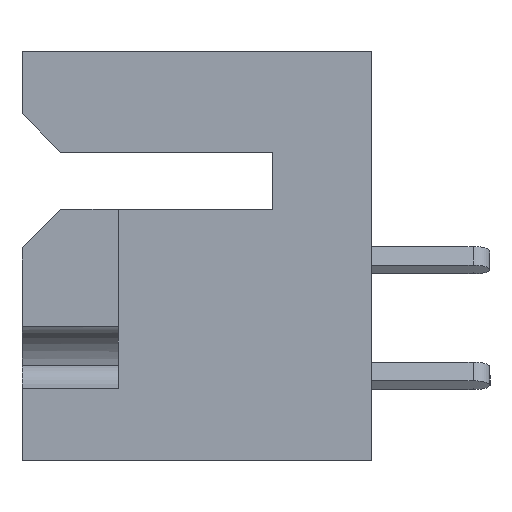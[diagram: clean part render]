
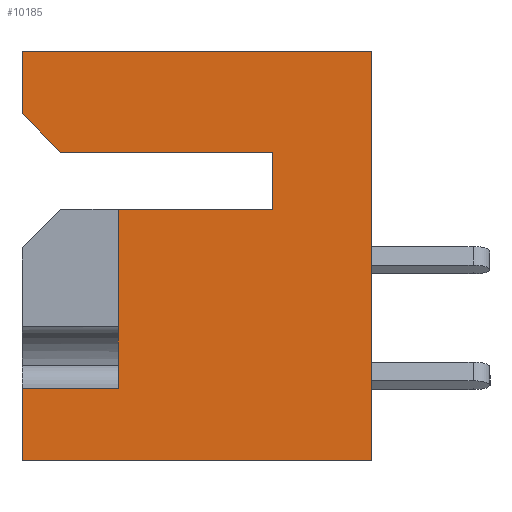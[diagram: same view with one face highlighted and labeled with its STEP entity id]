
A CAD part, left-side view. The second image highlights one B-rep face of the part: STEP entity #10185.
In plain terms, the highlighted planar face has unit normal (-1, 0, 0).
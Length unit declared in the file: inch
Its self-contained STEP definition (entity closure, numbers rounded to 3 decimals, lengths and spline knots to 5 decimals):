
#64 = CARTESIAN_POINT ( 'NONE',  ( 0., 0.128, -0.131 ) ) ;
#105 = ORIENTED_EDGE ( 'NONE', *, *, #14071, .T. ) ;
#225 = LINE ( 'NONE', #11533, #10705 ) ;
#231 = EDGE_LOOP ( 'NONE', ( #6557, #17429, #12574, #105, #9704, #11748, #14350, #10822, #10903, #2660, #12229 ) ) ;
#434 = VERTEX_POINT ( 'NONE', #2792 ) ;
#685 = CARTESIAN_POINT ( 'NONE',  ( 0., 0.128, -0.131 ) ) ;
#987 = VECTOR ( 'NONE', #2972, 39.37008 ) ;
#1060 = DIRECTION ( 'NONE',  ( 0., -0.707, -0.707 ) ) ;
#1245 = CARTESIAN_POINT ( 'NONE',  ( 0., 0.403, -0.131 ) ) ;
#1467 = CARTESIAN_POINT ( 'NONE',  ( 0., 0.128, -0.205 ) ) ;
#1475 = LINE ( 'NONE', #2534, #9832 ) ;
#1604 = CARTESIAN_POINT ( 'NONE',  ( 0., 0.328, -0.437 ) ) ;
#1651 = EDGE_CURVE ( 'NONE', #14967, #9623, #15262, .T. ) ;
#1724 = VECTOR ( 'NONE', #5943, 39.37008 ) ;
#1767 = CARTESIAN_POINT ( 'NONE',  ( 0., 0.453, 0. ) ) ;
#1919 = CARTESIAN_POINT ( 'NONE',  ( 0., 0.328, -0.437 ) ) ;
#2345 = EDGE_CURVE ( 'NONE', #12944, #6638, #9459, .T. ) ;
#2534 = CARTESIAN_POINT ( 'NONE',  ( 0., 0.453, 0. ) ) ;
#2660 = ORIENTED_EDGE ( 'NONE', *, *, #1651, .T. ) ;
#2792 = CARTESIAN_POINT ( 'NONE',  ( 0., 0.403, -0.131 ) ) ;
#2919 = LINE ( 'NONE', #1767, #987 ) ;
#2972 = DIRECTION ( 'NONE',  ( 0., 0., 1. ) ) ;
#3275 = CARTESIAN_POINT ( 'NONE',  ( 0., 0., 0. ) ) ;
#3504 = EDGE_CURVE ( 'NONE', #13585, #12944, #1475, .T. ) ;
#3671 = CARTESIAN_POINT ( 'NONE',  ( 0., 0.453, -0.531 ) ) ;
#3986 = CARTESIAN_POINT ( 'NONE',  ( 0., 0.453, 0. ) ) ;
#4317 = DIRECTION ( 'NONE',  ( 0., 0., -1. ) ) ;
#4460 = FACE_OUTER_BOUND ( 'NONE', #231, .T. ) ;
#4594 = EDGE_CURVE ( 'NONE', #11680, #12383, #13840, .T. ) ;
#4970 = LINE ( 'NONE', #64, #15506 ) ;
#5001 = AXIS2_PLACEMENT_3D ( 'NONE', #3986, #16909, #4317 ) ;
#5617 = LINE ( 'NONE', #11264, #6052 ) ;
#5943 = DIRECTION ( 'NONE',  ( 0., -1., 0. ) ) ;
#6021 = CARTESIAN_POINT ( 'NONE',  ( 0., 0., -0.531 ) ) ;
#6043 = DIRECTION ( 'NONE',  ( 0., 0., 1. ) ) ;
#6052 = VECTOR ( 'NONE', #6043, 39.37008 ) ;
#6557 = ORIENTED_EDGE ( 'NONE', *, *, #4594, .T. ) ;
#6638 = VERTEX_POINT ( 'NONE', #9015 ) ;
#6766 = EDGE_CURVE ( 'NONE', #13585, #434, #12958, .T. ) ;
#7451 = CARTESIAN_POINT ( 'NONE',  ( 0., 0.453, 0. ) ) ;
#8846 = VECTOR ( 'NONE', #17062, 39.37008 ) ;
#8896 = VERTEX_POINT ( 'NONE', #14555 ) ;
#9015 = CARTESIAN_POINT ( 'NONE',  ( 0., 0., 0. ) ) ;
#9353 = VECTOR ( 'NONE', #13052, 39.37008 ) ;
#9439 = EDGE_CURVE ( 'NONE', #14967, #13001, #225, .T. ) ;
#9459 = LINE ( 'NONE', #14211, #1724 ) ;
#9526 = VECTOR ( 'NONE', #1060, 39.37008 ) ;
#9623 = VERTEX_POINT ( 'NONE', #13321 ) ;
#9704 = ORIENTED_EDGE ( 'NONE', *, *, #2345, .F. ) ;
#9832 = VECTOR ( 'NONE', #14867, 39.37008 ) ;
#10185 = ADVANCED_FACE ( 'NONE', ( #4460 ), #12816, .F. ) ;
#10705 = VECTOR ( 'NONE', #17033, 39.37008 ) ;
#10822 = ORIENTED_EDGE ( 'NONE', *, *, #16063, .F. ) ;
#10903 = ORIENTED_EDGE ( 'NONE', *, *, #9439, .F. ) ;
#10929 = EDGE_CURVE ( 'NONE', #8896, #12383, #2919, .T. ) ;
#11264 = CARTESIAN_POINT ( 'NONE',  ( 0., 0.328, -0.205 ) ) ;
#11533 = CARTESIAN_POINT ( 'NONE',  ( 0., 0.128, -0.131 ) ) ;
#11680 = VERTEX_POINT ( 'NONE', #1919 ) ;
#11748 = ORIENTED_EDGE ( 'NONE', *, *, #3504, .F. ) ;
#11802 = CARTESIAN_POINT ( 'NONE',  ( 0., 0.453, -0.081 ) ) ;
#12229 = ORIENTED_EDGE ( 'NONE', *, *, #15118, .F. ) ;
#12235 = VECTOR ( 'NONE', #13325, 39.37008 ) ;
#12383 = VERTEX_POINT ( 'NONE', #17206 ) ;
#12574 = ORIENTED_EDGE ( 'NONE', *, *, #17121, .T. ) ;
#12816 = PLANE ( 'NONE',  #5001 ) ;
#12944 = VERTEX_POINT ( 'NONE', #7451 ) ;
#12958 = LINE ( 'NONE', #1245, #9526 ) ;
#13001 = VERTEX_POINT ( 'NONE', #685 ) ;
#13052 = DIRECTION ( 'NONE',  ( 0., 0., 1. ) ) ;
#13321 = CARTESIAN_POINT ( 'NONE',  ( 0., 0.328, -0.205 ) ) ;
#13325 = DIRECTION ( 'NONE',  ( 0., -1., 0. ) ) ;
#13407 = LINE ( 'NONE', #3275, #9353 ) ;
#13585 = VERTEX_POINT ( 'NONE', #11802 ) ;
#13840 = LINE ( 'NONE', #1604, #17258 ) ;
#14071 = EDGE_CURVE ( 'NONE', #14099, #6638, #13407, .T. ) ;
#14099 = VERTEX_POINT ( 'NONE', #6021 ) ;
#14179 = LINE ( 'NONE', #3671, #12235 ) ;
#14211 = CARTESIAN_POINT ( 'NONE',  ( 0., 0.453, 0. ) ) ;
#14350 = ORIENTED_EDGE ( 'NONE', *, *, #6766, .T. ) ;
#14555 = CARTESIAN_POINT ( 'NONE',  ( 0., 0.453, -0.531 ) ) ;
#14867 = DIRECTION ( 'NONE',  ( 0., 0., 1. ) ) ;
#14937 = DIRECTION ( 'NONE',  ( 0., 1., 0. ) ) ;
#14967 = VERTEX_POINT ( 'NONE', #1467 ) ;
#15118 = EDGE_CURVE ( 'NONE', #11680, #9623, #5617, .T. ) ;
#15262 = LINE ( 'NONE', #16536, #8846 ) ;
#15270 = DIRECTION ( 'NONE',  ( 0., 1., 0. ) ) ;
#15506 = VECTOR ( 'NONE', #14937, 39.37008 ) ;
#16063 = EDGE_CURVE ( 'NONE', #13001, #434, #4970, .T. ) ;
#16536 = CARTESIAN_POINT ( 'NONE',  ( 0., 0.128, -0.205 ) ) ;
#16909 = DIRECTION ( 'NONE',  ( 1., 0., 0. ) ) ;
#17033 = DIRECTION ( 'NONE',  ( 0., 0., 1. ) ) ;
#17062 = DIRECTION ( 'NONE',  ( 0., 1., 0. ) ) ;
#17121 = EDGE_CURVE ( 'NONE', #8896, #14099, #14179, .T. ) ;
#17206 = CARTESIAN_POINT ( 'NONE',  ( 0., 0.453, -0.437 ) ) ;
#17258 = VECTOR ( 'NONE', #15270, 39.37008 ) ;
#17429 = ORIENTED_EDGE ( 'NONE', *, *, #10929, .F. ) ;
